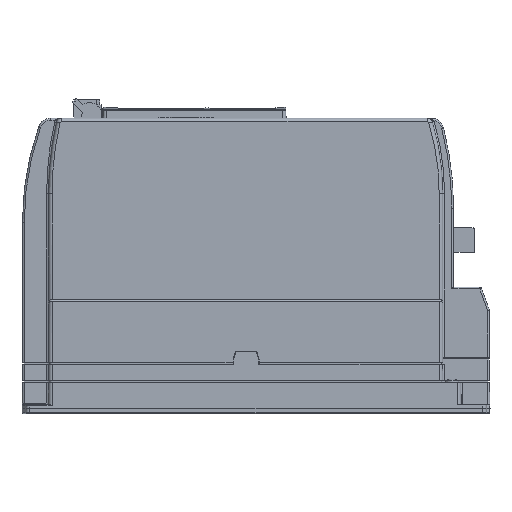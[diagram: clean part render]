
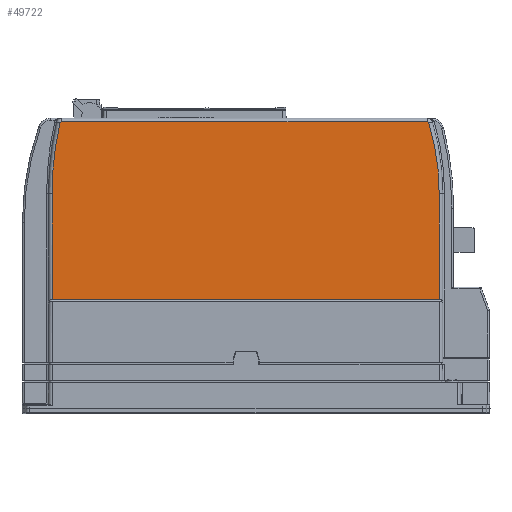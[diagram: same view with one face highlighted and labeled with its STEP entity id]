
A CAD part, left-side view. The second image highlights one B-rep face of the part: STEP entity #49722.
In plain terms, the highlighted planar face has unit normal (-1, 0, 0).
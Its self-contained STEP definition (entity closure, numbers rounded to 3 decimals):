
#30398 = CARTESIAN_POINT ( 'NONE',  ( -57.5, -102.22, 68.337 ) ) ;
#30546 = CARTESIAN_POINT ( 'NONE',  ( -57.5, 107.93, 166.337 ) ) ;
#30577 = CARTESIAN_POINT ( 'NONE',  ( -57.5, 107.93, 167.337 ) ) ;
#30582 = CARTESIAN_POINT ( 'NONE',  ( -57.5, 113.28, 68.337 ) ) ;
#30583 = DIRECTION ( 'NONE',  ( 0., -1., 0. ) ) ;
#30584 = VECTOR ( 'NONE', #30583, 1000. ) ;
#30585 = CARTESIAN_POINT ( 'NONE',  ( -57.5, 129.78, 68.337 ) ) ;
#30586 = LINE ( 'NONE', #30585, #30584 ) ;
#30587 = DIRECTION ( 'NONE',  ( 0., 0., -1. ) ) ;
#30588 = VECTOR ( 'NONE', #30587, 1000. ) ;
#30589 = CARTESIAN_POINT ( 'NONE',  ( -57.5, 113.28, 169.337 ) ) ;
#30590 = LINE ( 'NONE', #30589, #30588 ) ;
#30591 = CARTESIAN_POINT ( 'NONE',  ( -57.5, 113.28, 127.337 ) ) ;
#30592 = DIRECTION ( 'NONE',  ( 0., 0., 1. ) ) ;
#30593 = DIRECTION ( 'NONE',  ( -1., 0., 0. ) ) ;
#30594 = CARTESIAN_POINT ( 'NONE',  ( -57.5, -64.72, 127.337 ) ) ;
#30595 = AXIS2_PLACEMENT_3D ( 'NONE', #30594, #30593, #30592 ) ;
#30596 = CIRCLE ( 'NONE', #30595, 178. ) ;
#30597 = CARTESIAN_POINT ( 'NONE',  ( -57.5, 108.905, 166.557 ) ) ;
#30598 = DIRECTION ( 'NONE',  ( 0., 0., 1. ) ) ;
#30599 = DIRECTION ( 'NONE',  ( -1., 0., 0. ) ) ;
#30600 = AXIS2_PLACEMENT_3D ( 'NONE', #30546, #30599, #30598 ) ;
#30601 = CIRCLE ( 'NONE', #30600, 1. ) ;
#30624 = DIRECTION ( 'NONE',  ( 0., 1., 0. ) ) ;
#30625 = VECTOR ( 'NONE', #30624, 1000. ) ;
#30626 = CARTESIAN_POINT ( 'NONE',  ( -57.5, 107.93, 167.337 ) ) ;
#30627 = LINE ( 'NONE', #30626, #30625 ) ;
#30733 = FACE_OUTER_BOUND ( 'NONE', #49618, .T. ) ;
#30748 = DIRECTION ( 'NONE',  ( -1., 0., 0. ) ) ;
#30749 = CARTESIAN_POINT ( 'NONE',  ( -57.5, -95.552, 166.337 ) ) ;
#30750 = AXIS2_PLACEMENT_3D ( 'NONE', #30749, #30748, #30800 ) ;
#30751 = CIRCLE ( 'NONE', #30750, 1. ) ;
#30752 = CARTESIAN_POINT ( 'NONE',  ( -57.5, -96.51, 166.621 ) ) ;
#30753 = DIRECTION ( 'NONE',  ( 0., 0., 1. ) ) ;
#30754 = DIRECTION ( 'NONE',  ( -1., 0., 0. ) ) ;
#30755 = CARTESIAN_POINT ( 'NONE',  ( -57.5, 35.78, 127.337 ) ) ;
#30756 = AXIS2_PLACEMENT_3D ( 'NONE', #30755, #30754, #30753 ) ;
#30757 = CIRCLE ( 'NONE', #30756, 138. ) ;
#30758 = CARTESIAN_POINT ( 'NONE',  ( -57.5, -102.22, 127.337 ) ) ;
#30759 = DIRECTION ( 'NONE',  ( 0., 0., 1. ) ) ;
#30760 = VECTOR ( 'NONE', #30759, 1000. ) ;
#30761 = CARTESIAN_POINT ( 'NONE',  ( -57.5, -102.22, 169.337 ) ) ;
#30762 = LINE ( 'NONE', #30761, #30760 ) ;
#30763 = DIRECTION ( 'NONE',  ( 0., 0., 1. ) ) ;
#30764 = DIRECTION ( 'NONE',  ( 1., 0., 0. ) ) ;
#30765 = CARTESIAN_POINT ( 'NONE',  ( -57.5, 129.78, 169.337 ) ) ;
#30766 = AXIS2_PLACEMENT_3D ( 'NONE', #30765, #30764, #30763 ) ;
#30767 = PLANE ( 'NONE',  #30766 ) ;
#30799 = CARTESIAN_POINT ( 'NONE',  ( -57.5, -95.552, 167.337 ) ) ;
#30800 = DIRECTION ( 'NONE',  ( 0., 0., 1. ) ) ;
#49617 = VERTEX_POINT ( 'NONE', #30398 ) ;
#49618 = EDGE_LOOP ( 'NONE', ( #49723, #49724, #49727, #49730, #49688, #49665, #49668, #49671 ) ) ;
#49665 = ORIENTED_EDGE ( 'NONE', *, *, #49666, .T. ) ;
#49666 = EDGE_CURVE ( 'NONE', #49681, #49667, #30601, .T. ) ;
#49667 = VERTEX_POINT ( 'NONE', #30597 ) ;
#49668 = ORIENTED_EDGE ( 'NONE', *, *, #49669, .T. ) ;
#49669 = EDGE_CURVE ( 'NONE', #49667, #49670, #30596, .T. ) ;
#49670 = VERTEX_POINT ( 'NONE', #30591 ) ;
#49671 = ORIENTED_EDGE ( 'NONE', *, *, #49672, .T. ) ;
#49672 = EDGE_CURVE ( 'NONE', #49670, #49678, #30590, .T. ) ;
#49677 = EDGE_CURVE ( 'NONE', #49678, #49617, #30586, .T. ) ;
#49678 = VERTEX_POINT ( 'NONE', #30582 ) ;
#49681 = VERTEX_POINT ( 'NONE', #30577 ) ;
#49688 = ORIENTED_EDGE ( 'NONE', *, *, #49689, .T. ) ;
#49689 = EDGE_CURVE ( 'NONE', #49732, #49681, #30627, .T. ) ;
#49722 = ADVANCED_FACE ( 'NONE', ( #30733 ), #30767, .F. ) ;
#49723 = ORIENTED_EDGE ( 'NONE', *, *, #49677, .T. ) ;
#49724 = ORIENTED_EDGE ( 'NONE', *, *, #49725, .T. ) ;
#49725 = EDGE_CURVE ( 'NONE', #49617, #49726, #30762, .T. ) ;
#49726 = VERTEX_POINT ( 'NONE', #30758 ) ;
#49727 = ORIENTED_EDGE ( 'NONE', *, *, #49728, .T. ) ;
#49728 = EDGE_CURVE ( 'NONE', #49726, #49729, #30757, .T. ) ;
#49729 = VERTEX_POINT ( 'NONE', #30752 ) ;
#49730 = ORIENTED_EDGE ( 'NONE', *, *, #49731, .T. ) ;
#49731 = EDGE_CURVE ( 'NONE', #49729, #49732, #30751, .T. ) ;
#49732 = VERTEX_POINT ( 'NONE', #30799 ) ;
